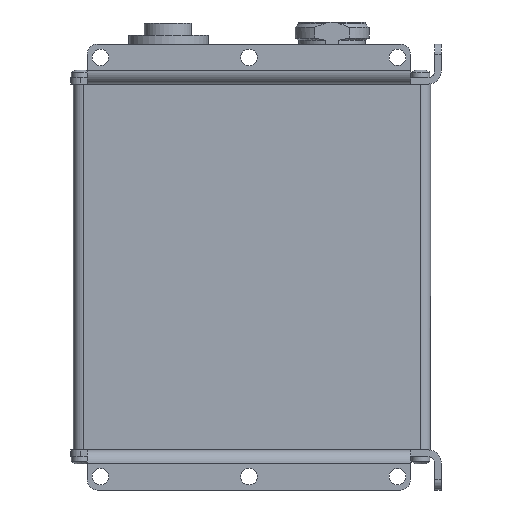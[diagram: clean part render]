
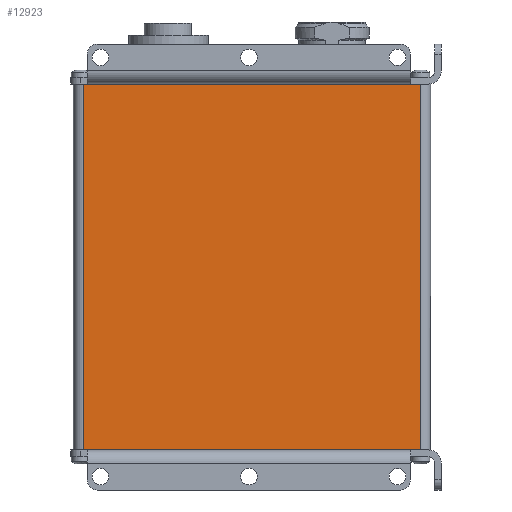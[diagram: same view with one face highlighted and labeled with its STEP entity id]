
A CAD part, front view. The second image highlights one B-rep face of the part: STEP entity #12923.
In plain terms, the highlighted planar face has unit normal (0, -1, 0).
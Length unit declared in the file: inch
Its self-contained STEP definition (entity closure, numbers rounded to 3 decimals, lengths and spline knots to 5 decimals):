
#6 = CARTESIAN_POINT ( 'NONE',  ( 0.15748, 0.15904, -4.7874 ) ) ;
#273 = EDGE_CURVE ( 'NONE', #5490, #16675, #6671, .T. ) ;
#415 = DIRECTION ( 'NONE',  ( 0., 0., 1. ) ) ;
#1030 = ORIENTED_EDGE ( 'NONE', *, *, #8194, .F. ) ;
#2110 = B_SPLINE_CURVE_WITH_KNOTS ( 'NONE', 3,
 ( #17790, #14545, #3993, #10211 ),
 .UNSPECIFIED., .F., .F.,
 ( 4, 4 ),
 ( 0., 1. ),
 .UNSPECIFIED. ) ;
#2300 = CARTESIAN_POINT ( 'NONE',  ( 0.11811, 0.15904, -4.7874 ) ) ;
#2624 = ORIENTED_EDGE ( 'NONE', *, *, #9077, .F. ) ;
#2830 = CARTESIAN_POINT ( 'NONE',  ( 0.11811, 0.15904, -4.7874 ) ) ;
#2869 = VERTEX_POINT ( 'NONE', #13975 ) ;
#2929 = CARTESIAN_POINT ( 'NONE',  ( 0.19684, 0.15904, -4.7874 ) ) ;
#2988 = CARTESIAN_POINT ( 'NONE',  ( -1.45669, 0.15904, -4.7874 ) ) ;
#3168 = CARTESIAN_POINT ( 'NONE',  ( -3.74017, 0.15904, -4.7874 ) ) ;
#3310 = FACE_OUTER_BOUND ( 'NONE', #12115, .T. ) ;
#3346 = LINE ( 'NONE', #9479, #14737 ) ;
#3993 = CARTESIAN_POINT ( 'NONE',  ( -3.70867, 0.15905, -4.7874 ) ) ;
#4484 = CARTESIAN_POINT ( 'NONE',  ( 0.01312, 0.15904, -4.7874 ) ) ;
#4637 = AXIS2_PLACEMENT_3D ( 'NONE', #9342, #8137, #18697 ) ;
#5191 = CARTESIAN_POINT ( 'NONE',  ( 0.23621, 0.15904, -4.7874 ) ) ;
#5490 = VERTEX_POINT ( 'NONE', #3168 ) ;
#6565 = DIRECTION ( 'NONE',  ( 0., 0., -1. ) ) ;
#6671 = LINE ( 'NONE', #11451, #8590 ) ;
#7108 = ORIENTED_EDGE ( 'NONE', *, *, #18865, .F. ) ;
#7177 = VECTOR ( 'NONE', #12734, 39.37008 ) ;
#8050 = CARTESIAN_POINT ( 'NONE',  ( -3.74017, 0.15905, -0.47244 ) ) ;
#8137 = DIRECTION ( 'NONE',  ( 0., 1., 0. ) ) ;
#8194 = EDGE_CURVE ( 'NONE', #12065, #17442, #18599, .T. ) ;
#8590 = VECTOR ( 'NONE', #415, 39.37008 ) ;
#9077 = EDGE_CURVE ( 'NONE', #16675, #2869, #11046, .T. ) ;
#9139 = VERTEX_POINT ( 'NONE', #14627 ) ;
#9169 = EDGE_CURVE ( 'NONE', #17442, #9139, #17486, .T. ) ;
#9342 = CARTESIAN_POINT ( 'NONE',  ( -3.74017, 0.15905, -4.7874 ) ) ;
#9479 = CARTESIAN_POINT ( 'NONE',  ( 0.23621, 0.15904, -4.7874 ) ) ;
#10040 = CARTESIAN_POINT ( 'NONE',  ( -3.74017, 0.15905, -0.47244 ) ) ;
#10211 = CARTESIAN_POINT ( 'NONE',  ( -3.69291, 0.15904, -4.7874 ) ) ;
#10613 = CARTESIAN_POINT ( 'NONE',  ( -0.6168, 0.15904, -4.7874 ) ) ;
#10729 = CARTESIAN_POINT ( 'NONE',  ( -2.2021, 0.15904, -4.7874 ) ) ;
#10774 = ORIENTED_EDGE ( 'NONE', *, *, #273, .F. ) ;
#10821 = CARTESIAN_POINT ( 'NONE',  ( -2.94751, 0.15904, -4.7874 ) ) ;
#11046 = LINE ( 'NONE', #8050, #7177 ) ;
#11451 = CARTESIAN_POINT ( 'NONE',  ( -3.74017, 0.15905, -4.7874 ) ) ;
#12065 = VERTEX_POINT ( 'NONE', #5191 ) ;
#12115 = EDGE_LOOP ( 'NONE', ( #14802, #19269, #1030, #7108, #2624, #10774 ) ) ;
#12704 = EDGE_CURVE ( 'NONE', #5490, #9139, #2110, .T. ) ;
#12734 = DIRECTION ( 'NONE',  ( 1., 0., 0. ) ) ;
#12923 = ADVANCED_FACE ( 'NONE', ( #3310 ), #17271, .F. ) ;
#13527 = CARTESIAN_POINT ( 'NONE',  ( -3.69291, 0.15904, -4.7874 ) ) ;
#13831 = CARTESIAN_POINT ( 'NONE',  ( -0.09186, 0.15904, -4.7874 ) ) ;
#13975 = CARTESIAN_POINT ( 'NONE',  ( 0.23621, 0.15904, -0.47244 ) ) ;
#14545 = CARTESIAN_POINT ( 'NONE',  ( -3.72442, 0.15905, -4.7874 ) ) ;
#14627 = CARTESIAN_POINT ( 'NONE',  ( -3.69291, 0.15904, -4.7874 ) ) ;
#14737 = VECTOR ( 'NONE', #6565, 39.37008 ) ;
#14802 = ORIENTED_EDGE ( 'NONE', *, *, #12704, .T. ) ;
#15041 = CARTESIAN_POINT ( 'NONE',  ( -0.19685, 0.15904, -4.7874 ) ) ;
#16675 = VERTEX_POINT ( 'NONE', #10040 ) ;
#17271 = PLANE ( 'NONE',  #4637 ) ;
#17442 = VERTEX_POINT ( 'NONE', #2300 ) ;
#17486 = B_SPLINE_CURVE_WITH_KNOTS ( 'NONE', 3,
 ( #19575, #4484, #13831, #15041, #10613, #18385, #2988, #10729, #10821, #13527 ),
 .UNSPECIFIED., .F., .F.,
 ( 4, 3, 3, 4 ),
 ( 0., 0.008, 0.04, 0.0968 ),
 .UNSPECIFIED. ) ;
#17790 = CARTESIAN_POINT ( 'NONE',  ( -3.74017, 0.15904, -4.7874 ) ) ;
#18385 = CARTESIAN_POINT ( 'NONE',  ( -1.03675, 0.15904, -4.7874 ) ) ;
#18599 = B_SPLINE_CURVE_WITH_KNOTS ( 'NONE', 3,
 ( #19621, #2929, #6, #2830 ),
 .UNSPECIFIED., .F., .F.,
 ( 4, 4 ),
 ( 0., 1. ),
 .UNSPECIFIED. ) ;
#18697 = DIRECTION ( 'NONE',  ( -1., 0., 0. ) ) ;
#18865 = EDGE_CURVE ( 'NONE', #2869, #12065, #3346, .T. ) ;
#19269 = ORIENTED_EDGE ( 'NONE', *, *, #9169, .F. ) ;
#19575 = CARTESIAN_POINT ( 'NONE',  ( 0.11811, 0.15904, -4.7874 ) ) ;
#19621 = CARTESIAN_POINT ( 'NONE',  ( 0.23621, 0.15904, -4.7874 ) ) ;
